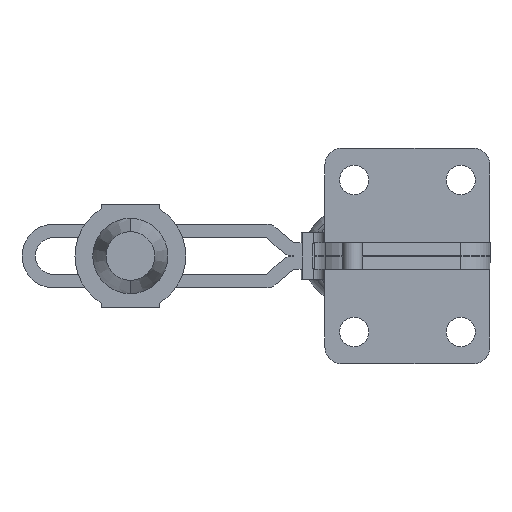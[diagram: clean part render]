
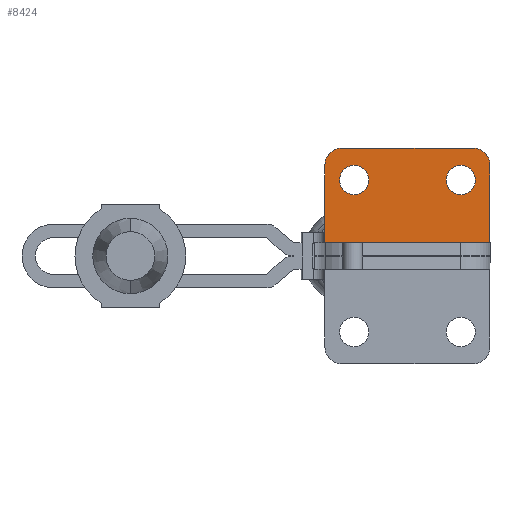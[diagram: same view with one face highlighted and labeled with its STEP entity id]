
A CAD part, front view. The second image highlights one B-rep face of the part: STEP entity #8424.
In plain terms, the highlighted planar face has unit normal (0, -1, 0).
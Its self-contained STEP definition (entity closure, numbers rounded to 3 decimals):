
#164 = EDGE_CURVE ( 'NONE', #11697, #10109, #11003, .T. ) ;
#211 = VERTEX_POINT ( 'NONE', #9189 ) ;
#282 = CARTESIAN_POINT ( 'NONE',  ( -44.2, 0., 27.15 ) ) ;
#884 = CARTESIAN_POINT ( 'NONE',  ( -8.7, 0., 27. ) ) ;
#936 = DIRECTION ( 'NONE',  ( 0., 0., -1. ) ) ;
#1168 = CARTESIAN_POINT ( 'NONE',  ( -44.2, 0., 32.15 ) ) ;
#1190 = EDGE_LOOP ( 'NONE', ( #3288, #10121 ) ) ;
#1265 = DIRECTION ( 'NONE',  ( 0., 0., -1. ) ) ;
#1413 = ORIENTED_EDGE ( 'NONE', *, *, #2543, .T. ) ;
#1589 = VERTEX_POINT ( 'NONE', #5025 ) ;
#1612 = ORIENTED_EDGE ( 'NONE', *, *, #11986, .T. ) ;
#1717 = EDGE_CURVE ( 'NONE', #9964, #8096, #5136, .T. ) ;
#1939 = CARTESIAN_POINT ( 'NONE',  ( -40.5, 0., 18.3 ) ) ;
#1942 = CARTESIAN_POINT ( 'NONE',  ( -5., 0., 27.15 ) ) ;
#1948 = AXIS2_PLACEMENT_3D ( 'NONE', #1942, #7929, #936 ) ;
#2094 = CARTESIAN_POINT ( 'NONE',  ( -40.5, 0., 22.65 ) ) ;
#2233 = DIRECTION ( 'NONE',  ( 0., -1., 0. ) ) ;
#2282 = VECTOR ( 'NONE', #4239, 1000. ) ;
#2464 = AXIS2_PLACEMENT_3D ( 'NONE', #282, #7247, #1265 ) ;
#2466 = VERTEX_POINT ( 'NONE', #8272 ) ;
#2492 = DIRECTION ( 'NONE',  ( 0., 1., 0. ) ) ;
#2543 = EDGE_CURVE ( 'NONE', #2466, #7477, #10755, .T. ) ;
#2720 = DIRECTION ( 'NONE',  ( 0., -1., 0. ) ) ;
#2771 = DIRECTION ( 'NONE',  ( 1., 0., 0. ) ) ;
#3071 = AXIS2_PLACEMENT_3D ( 'NONE', #8228, #2233, #9202 ) ;
#3109 = DIRECTION ( 'NONE',  ( 0., 0., -1. ) ) ;
#3141 = VECTOR ( 'NONE', #8226, 1000. ) ;
#3288 = ORIENTED_EDGE ( 'NONE', *, *, #1717, .F. ) ;
#3388 = CARTESIAN_POINT ( 'NONE',  ( -40.5, 0., 27. ) ) ;
#3656 = VERTEX_POINT ( 'NONE', #6277 ) ;
#3854 = ORIENTED_EDGE ( 'NONE', *, *, #6698, .T. ) ;
#3983 = FACE_BOUND ( 'NONE', #8897, .T. ) ;
#4186 = EDGE_LOOP ( 'NONE', ( #6856, #1612, #9274, #1413, #3854, #12600 ) ) ;
#4239 = DIRECTION ( 'NONE',  ( 0., 0., -1. ) ) ;
#4297 = FACE_BOUND ( 'NONE', #1190, .T. ) ;
#5025 = CARTESIAN_POINT ( 'NONE',  ( -49.2, 0., 27.15 ) ) ;
#5136 = CIRCLE ( 'NONE', #7273, 4.35 ) ;
#5220 = LINE ( 'NONE', #9751, #7915 ) ;
#5355 = DIRECTION ( 'NONE',  ( 0., 0., -1. ) ) ;
#6277 = CARTESIAN_POINT ( 'NONE',  ( -44.2, 0., 32.15 ) ) ;
#6363 = DIRECTION ( 'NONE',  ( 0., -1., 0. ) ) ;
#6411 = EDGE_CURVE ( 'NONE', #2466, #8278, #12783, .T. ) ;
#6698 = EDGE_CURVE ( 'NONE', #7477, #3656, #10786, .T. ) ;
#6856 = ORIENTED_EDGE ( 'NONE', *, *, #12257, .T. ) ;
#7166 = ORIENTED_EDGE ( 'NONE', *, *, #164, .F. ) ;
#7247 = DIRECTION ( 'NONE',  ( 0., -1., 0. ) ) ;
#7273 = AXIS2_PLACEMENT_3D ( 'NONE', #8427, #6363, #5355 ) ;
#7471 = PLANE ( 'NONE',  #10977 ) ;
#7477 = VERTEX_POINT ( 'NONE', #11581 ) ;
#7569 = AXIS2_PLACEMENT_3D ( 'NONE', #8702, #2720, #9700 ) ;
#7915 = VECTOR ( 'NONE', #2771, 1000. ) ;
#7929 = DIRECTION ( 'NONE',  ( 0., -1., 0. ) ) ;
#7979 = CIRCLE ( 'NONE', #3071, 4.35 ) ;
#8096 = VERTEX_POINT ( 'NONE', #884 ) ;
#8226 = DIRECTION ( 'NONE',  ( -1., 0., 0. ) ) ;
#8228 = CARTESIAN_POINT ( 'NONE',  ( -8.7, 0., 22.65 ) ) ;
#8272 = CARTESIAN_POINT ( 'NONE',  ( 0., 0., 27.15 ) ) ;
#8278 = VERTEX_POINT ( 'NONE', #12095 ) ;
#8335 = CIRCLE ( 'NONE', #2464, 5. ) ;
#8424 = ADVANCED_FACE ( 'NONE', ( #3983, #4297, #9290 ), #7471, .F. ) ;
#8427 = CARTESIAN_POINT ( 'NONE',  ( -8.7, 0., 22.65 ) ) ;
#8538 = ORIENTED_EDGE ( 'NONE', *, *, #10511, .F. ) ;
#8702 = CARTESIAN_POINT ( 'NONE',  ( -40.5, 0., 22.65 ) ) ;
#8897 = EDGE_LOOP ( 'NONE', ( #8538, #7166 ) ) ;
#9058 = DIRECTION ( 'NONE',  ( 0., -1., 0. ) ) ;
#9189 = CARTESIAN_POINT ( 'NONE',  ( -49.2, 0., 4. ) ) ;
#9202 = DIRECTION ( 'NONE',  ( 0., 0., -1. ) ) ;
#9206 = CARTESIAN_POINT ( 'NONE',  ( -49.2, 0., 7. ) ) ;
#9258 = AXIS2_PLACEMENT_3D ( 'NONE', #2094, #9058, #3109 ) ;
#9274 = ORIENTED_EDGE ( 'NONE', *, *, #6411, .F. ) ;
#9290 = FACE_OUTER_BOUND ( 'NONE', #4186, .T. ) ;
#9427 = CARTESIAN_POINT ( 'NONE',  ( -49.2, 0., 7. ) ) ;
#9472 = DIRECTION ( 'NONE',  ( 0., 0., 1. ) ) ;
#9674 = CARTESIAN_POINT ( 'NONE',  ( -8.7, 0., 18.3 ) ) ;
#9700 = DIRECTION ( 'NONE',  ( 0., 0., -1. ) ) ;
#9744 = CARTESIAN_POINT ( 'NONE',  ( 0., 0., 7. ) ) ;
#9751 = CARTESIAN_POINT ( 'NONE',  ( -52., 0., 4. ) ) ;
#9964 = VERTEX_POINT ( 'NONE', #9674 ) ;
#10109 = VERTEX_POINT ( 'NONE', #1939 ) ;
#10121 = ORIENTED_EDGE ( 'NONE', *, *, #10818, .F. ) ;
#10136 = VECTOR ( 'NONE', #11746, 1000. ) ;
#10229 = LINE ( 'NONE', #9206, #2282 ) ;
#10243 = EDGE_CURVE ( 'NONE', #3656, #1589, #8335, .T. ) ;
#10511 = EDGE_CURVE ( 'NONE', #10109, #11697, #11273, .T. ) ;
#10755 = CIRCLE ( 'NONE', #1948, 5. ) ;
#10786 = LINE ( 'NONE', #1168, #3141 ) ;
#10818 = EDGE_CURVE ( 'NONE', #8096, #9964, #7979, .T. ) ;
#10977 = AXIS2_PLACEMENT_3D ( 'NONE', #9427, #2492, #9472 ) ;
#11003 = CIRCLE ( 'NONE', #9258, 4.35 ) ;
#11273 = CIRCLE ( 'NONE', #7569, 4.35 ) ;
#11581 = CARTESIAN_POINT ( 'NONE',  ( -5., 0., 32.15 ) ) ;
#11697 = VERTEX_POINT ( 'NONE', #3388 ) ;
#11746 = DIRECTION ( 'NONE',  ( 0., 0., -1. ) ) ;
#11986 = EDGE_CURVE ( 'NONE', #211, #8278, #5220, .T. ) ;
#12095 = CARTESIAN_POINT ( 'NONE',  ( 0., 0., 4. ) ) ;
#12257 = EDGE_CURVE ( 'NONE', #1589, #211, #10229, .T. ) ;
#12600 = ORIENTED_EDGE ( 'NONE', *, *, #10243, .T. ) ;
#12783 = LINE ( 'NONE', #9744, #10136 ) ;
